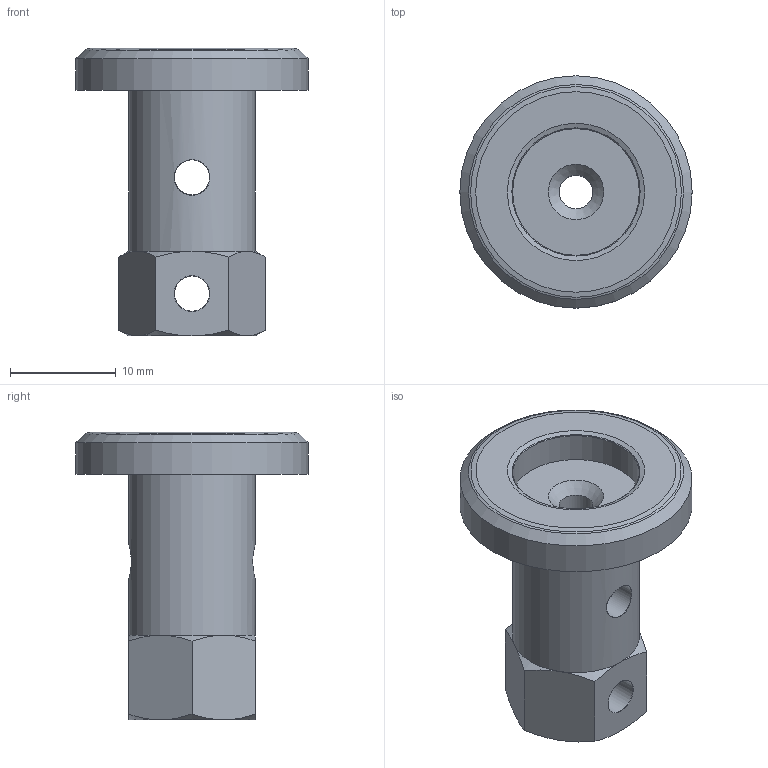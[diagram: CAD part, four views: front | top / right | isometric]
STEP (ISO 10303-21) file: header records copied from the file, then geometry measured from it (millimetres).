
FILE_DESCRIPTION(/* description */ (''),/* implementation_level */ '2;1');
FILE_NAME(/* name */ 'HexCore_3mm_v6.step',/* time_stamp */ '2025-06-15T17:03:00-04:00',/* author */ (''),/* organization */ (''),/* preprocessor_version */ 'ST-DEVELOPER v20.1',/* originating_system */ 'Autodesk Translation Framework v14.10.0.0',/* authorisation */ '');
FILE_SCHEMA (('AUTOMOTIVE_DESIGN { 1 0 10303 214 3 1 1 }'));
Length unit declared in the file: millimetre
Products named in the file (1): HexCore
Bounding box: 22 x 22 x 27.24 mm (x, y, z)
Volume: 3496.8 mm3; surface area: 2367.9 mm2
Topology: 1 solids, 1 shells, 41 faces, 102 edges, 62 vertices
Faces by surface type: cone 21, plane 10, cylinder 8, bspline 2
Full cylindrical faces by diameter (mm): 3.21 x3, 3.332 x2, 12 x2, 22 x1
Entity records: 1722 total; most frequent: CARTESIAN_POINT 782, ORIENTED_EDGE 204, DIRECTION 174, EDGE_CURVE 102, AXIS2_PLACEMENT_3D 73, VERTEX_POINT 62, EDGE_LOOP 50, FACE_OUTER_BOUND 41
